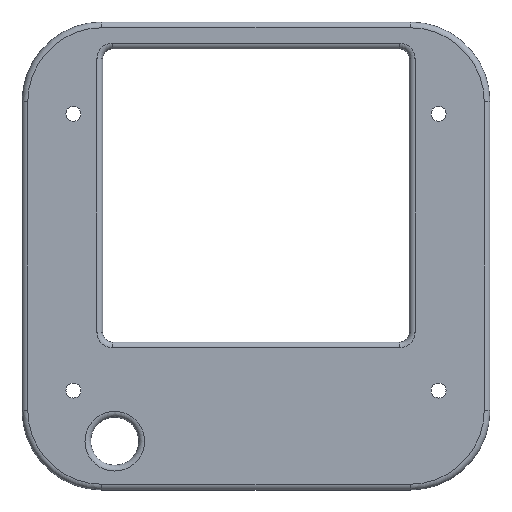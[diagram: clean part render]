
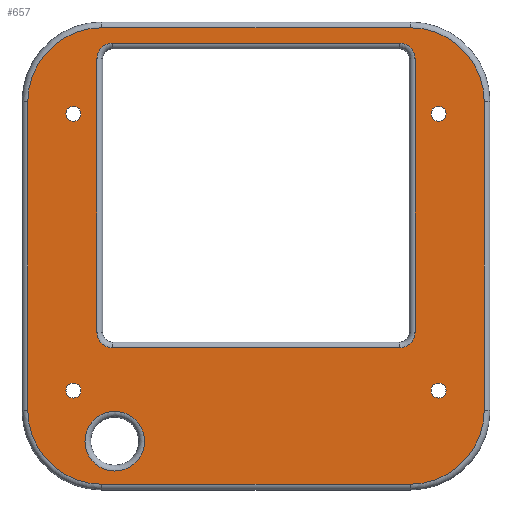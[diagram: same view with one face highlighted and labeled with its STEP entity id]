
A CAD part, top view. The second image highlights one B-rep face of the part: STEP entity #657.
In plain terms, the highlighted planar face has unit normal (0, 0, 1).
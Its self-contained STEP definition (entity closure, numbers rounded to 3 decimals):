
#36=FACE_BOUND('',#190,.T.);
#37=FACE_BOUND('',#191,.T.);
#38=FACE_BOUND('',#192,.T.);
#39=FACE_BOUND('',#193,.T.);
#40=FACE_BOUND('',#194,.T.);
#41=FACE_BOUND('',#195,.T.);
#48=LINE('',#1048,#93);
#49=LINE('',#1052,#94);
#50=LINE('',#1056,#95);
#51=LINE('',#1060,#96);
#52=LINE('',#1064,#97);
#53=LINE('',#1068,#98);
#54=LINE('',#1072,#99);
#55=LINE('',#1076,#100);
#93=VECTOR('',#817,10.);
#94=VECTOR('',#820,10.);
#95=VECTOR('',#823,10.);
#96=VECTOR('',#826,10.);
#97=VECTOR('',#829,10.);
#98=VECTOR('',#832,10.);
#99=VECTOR('',#835,10.);
#100=VECTOR('',#838,10.);
#138=PLANE('',#715);
#149=FACE_OUTER_BOUND('',#189,.T.);
#189=EDGE_LOOP('',(#456,#457,#458,#459,#460,#461,#462,#463));
#190=EDGE_LOOP('',(#464,#465,#466,#467,#468,#469,#470,#471));
#191=EDGE_LOOP('',(#472));
#192=EDGE_LOOP('',(#473));
#193=EDGE_LOOP('',(#474));
#194=EDGE_LOOP('',(#475));
#195=EDGE_LOOP('',(#476));
#240=CIRCLE('',#711,15.5);
#244=CIRCLE('',#716,38.5);
#245=CIRCLE('',#717,38.5);
#246=CIRCLE('',#718,38.5);
#247=CIRCLE('',#719,38.5);
#248=CIRCLE('',#720,8.);
#249=CIRCLE('',#721,8.);
#250=CIRCLE('',#722,8.);
#251=CIRCLE('',#723,8.);
#252=CIRCLE('',#724,3.9);
#253=CIRCLE('',#725,3.9);
#254=CIRCLE('',#726,3.9);
#255=CIRCLE('',#727,3.9);
#293=VERTEX_POINT('',#1038);
#296=VERTEX_POINT('',#1046);
#297=VERTEX_POINT('',#1047);
#298=VERTEX_POINT('',#1049);
#299=VERTEX_POINT('',#1051);
#300=VERTEX_POINT('',#1053);
#301=VERTEX_POINT('',#1055);
#302=VERTEX_POINT('',#1057);
#303=VERTEX_POINT('',#1059);
#304=VERTEX_POINT('',#1062);
#305=VERTEX_POINT('',#1063);
#306=VERTEX_POINT('',#1065);
#307=VERTEX_POINT('',#1067);
#308=VERTEX_POINT('',#1069);
#309=VERTEX_POINT('',#1071);
#310=VERTEX_POINT('',#1073);
#311=VERTEX_POINT('',#1075);
#312=VERTEX_POINT('',#1078);
#313=VERTEX_POINT('',#1080);
#314=VERTEX_POINT('',#1082);
#315=VERTEX_POINT('',#1084);
#353=EDGE_CURVE('',#293,#293,#240,.T.);
#357=EDGE_CURVE('',#296,#297,#48,.T.);
#358=EDGE_CURVE('',#298,#296,#244,.T.);
#359=EDGE_CURVE('',#299,#298,#49,.T.);
#360=EDGE_CURVE('',#300,#299,#245,.T.);
#361=EDGE_CURVE('',#301,#300,#50,.T.);
#362=EDGE_CURVE('',#302,#301,#246,.T.);
#363=EDGE_CURVE('',#303,#302,#51,.T.);
#364=EDGE_CURVE('',#297,#303,#247,.T.);
#365=EDGE_CURVE('',#304,#305,#52,.T.);
#366=EDGE_CURVE('',#306,#304,#248,.T.);
#367=EDGE_CURVE('',#307,#306,#53,.T.);
#368=EDGE_CURVE('',#308,#307,#249,.T.);
#369=EDGE_CURVE('',#309,#308,#54,.T.);
#370=EDGE_CURVE('',#310,#309,#250,.T.);
#371=EDGE_CURVE('',#311,#310,#55,.T.);
#372=EDGE_CURVE('',#305,#311,#251,.T.);
#373=EDGE_CURVE('',#312,#312,#252,.T.);
#374=EDGE_CURVE('',#313,#313,#253,.T.);
#375=EDGE_CURVE('',#314,#314,#254,.T.);
#376=EDGE_CURVE('',#315,#315,#255,.T.);
#456=ORIENTED_EDGE('',*,*,#357,.F.);
#457=ORIENTED_EDGE('',*,*,#358,.F.);
#458=ORIENTED_EDGE('',*,*,#359,.F.);
#459=ORIENTED_EDGE('',*,*,#360,.F.);
#460=ORIENTED_EDGE('',*,*,#361,.F.);
#461=ORIENTED_EDGE('',*,*,#362,.F.);
#462=ORIENTED_EDGE('',*,*,#363,.F.);
#463=ORIENTED_EDGE('',*,*,#364,.F.);
#464=ORIENTED_EDGE('',*,*,#365,.F.);
#465=ORIENTED_EDGE('',*,*,#366,.F.);
#466=ORIENTED_EDGE('',*,*,#367,.F.);
#467=ORIENTED_EDGE('',*,*,#368,.F.);
#468=ORIENTED_EDGE('',*,*,#369,.F.);
#469=ORIENTED_EDGE('',*,*,#370,.F.);
#470=ORIENTED_EDGE('',*,*,#371,.F.);
#471=ORIENTED_EDGE('',*,*,#372,.F.);
#472=ORIENTED_EDGE('',*,*,#373,.T.);
#473=ORIENTED_EDGE('',*,*,#374,.T.);
#474=ORIENTED_EDGE('',*,*,#375,.T.);
#475=ORIENTED_EDGE('',*,*,#376,.T.);
#476=ORIENTED_EDGE('',*,*,#353,.F.);
#657=ADVANCED_FACE('',(#149,#36,#37,#38,#39,#40,#41),#138,.T.);
#711=AXIS2_PLACEMENT_3D('',#1039,#807,#808);
#715=AXIS2_PLACEMENT_3D('',#1045,#815,#816);
#716=AXIS2_PLACEMENT_3D('',#1050,#818,#819);
#717=AXIS2_PLACEMENT_3D('',#1054,#821,#822);
#718=AXIS2_PLACEMENT_3D('',#1058,#824,#825);
#719=AXIS2_PLACEMENT_3D('',#1061,#827,#828);
#720=AXIS2_PLACEMENT_3D('',#1066,#830,#831);
#721=AXIS2_PLACEMENT_3D('',#1070,#833,#834);
#722=AXIS2_PLACEMENT_3D('',#1074,#836,#837);
#723=AXIS2_PLACEMENT_3D('',#1077,#839,#840);
#724=AXIS2_PLACEMENT_3D('',#1079,#841,#842);
#725=AXIS2_PLACEMENT_3D('',#1081,#843,#844);
#726=AXIS2_PLACEMENT_3D('',#1083,#845,#846);
#727=AXIS2_PLACEMENT_3D('',#1085,#847,#848);
#807=DIRECTION('center_axis',(0.,0.,1.));
#808=DIRECTION('ref_axis',(1.,0.,0.));
#815=DIRECTION('center_axis',(0.,0.,1.));
#816=DIRECTION('ref_axis',(1.,0.,0.));
#817=DIRECTION('',(-1.,0.,0.));
#818=DIRECTION('center_axis',(0.,0.,-1.));
#819=DIRECTION('ref_axis',(0.707,-0.707,0.));
#820=DIRECTION('',(0.,-1.,0.));
#821=DIRECTION('center_axis',(0.,0.,-1.));
#822=DIRECTION('ref_axis',(0.707,0.707,0.));
#823=DIRECTION('',(1.,0.,0.));
#824=DIRECTION('center_axis',(0.,0.,-1.));
#825=DIRECTION('ref_axis',(-0.707,0.707,0.));
#826=DIRECTION('',(0.,1.,0.));
#827=DIRECTION('center_axis',(0.,0.,-1.));
#828=DIRECTION('ref_axis',(-0.707,-0.707,0.));
#829=DIRECTION('',(1.,0.,0.));
#830=DIRECTION('center_axis',(0.,0.,1.));
#831=DIRECTION('ref_axis',(-0.707,-0.707,0.));
#832=DIRECTION('',(0.,-1.,0.));
#833=DIRECTION('center_axis',(0.,0.,1.));
#834=DIRECTION('ref_axis',(-0.707,0.707,0.));
#835=DIRECTION('',(-1.,0.,0.));
#836=DIRECTION('center_axis',(0.,0.,1.));
#837=DIRECTION('ref_axis',(0.707,0.707,0.));
#838=DIRECTION('',(0.,1.,0.));
#839=DIRECTION('center_axis',(0.,0.,1.));
#840=DIRECTION('ref_axis',(0.707,-0.707,0.));
#841=DIRECTION('center_axis',(0.,0.,-1.));
#842=DIRECTION('ref_axis',(1.,0.,0.));
#843=DIRECTION('center_axis',(0.,0.,-1.));
#844=DIRECTION('ref_axis',(1.,0.,0.));
#845=DIRECTION('center_axis',(0.,0.,-1.));
#846=DIRECTION('ref_axis',(1.,0.,0.));
#847=DIRECTION('center_axis',(0.,0.,-1.));
#848=DIRECTION('ref_axis',(1.,0.,0.));
#1038=CARTESIAN_POINT('',(-179.75,-218.125,6.));
#1039=CARTESIAN_POINT('Origin',(-195.25,-218.125,6.));
#1045=CARTESIAN_POINT('Origin',(-121.75,-121.75,6.));
#1046=CARTESIAN_POINT('',(-41.5,-240.5,6.));
#1047=CARTESIAN_POINT('',(-202.,-240.5,6.));
#1048=CARTESIAN_POINT('',(-182.625,-240.5,6.));
#1049=CARTESIAN_POINT('',(-3.,-202.,6.));
#1050=CARTESIAN_POINT('Origin',(-41.5,-202.,6.));
#1051=CARTESIAN_POINT('',(-3.,-41.5,6.));
#1052=CARTESIAN_POINT('',(-3.,-182.625,6.));
#1053=CARTESIAN_POINT('',(-41.5,-3.,6.));
#1054=CARTESIAN_POINT('Origin',(-41.5,-41.5,6.));
#1055=CARTESIAN_POINT('',(-202.,-3.,6.));
#1056=CARTESIAN_POINT('',(-60.875,-3.,6.));
#1057=CARTESIAN_POINT('',(-240.5,-41.5,6.));
#1058=CARTESIAN_POINT('Origin',(-202.,-41.5,6.));
#1059=CARTESIAN_POINT('',(-240.5,-202.,6.));
#1060=CARTESIAN_POINT('',(-240.5,-60.875,6.));
#1061=CARTESIAN_POINT('Origin',(-202.,-202.,6.));
#1062=CARTESIAN_POINT('',(-196.5,-169.5,6.));
#1063=CARTESIAN_POINT('',(-47.,-169.5,6.));
#1064=CARTESIAN_POINT('',(-84.375,-169.5,6.));
#1065=CARTESIAN_POINT('',(-204.5,-161.5,6.));
#1066=CARTESIAN_POINT('Origin',(-196.5,-161.5,6.));
#1067=CARTESIAN_POINT('',(-204.5,-19.,6.));
#1068=CARTESIAN_POINT('',(-204.5,-141.625,6.));
#1069=CARTESIAN_POINT('',(-196.5,-11.,6.));
#1070=CARTESIAN_POINT('Origin',(-196.5,-19.,6.));
#1071=CARTESIAN_POINT('',(-47.,-11.,6.));
#1072=CARTESIAN_POINT('',(-159.125,-11.,6.));
#1073=CARTESIAN_POINT('',(-39.,-19.,6.));
#1074=CARTESIAN_POINT('Origin',(-47.,-19.,6.));
#1075=CARTESIAN_POINT('',(-39.,-161.5,6.));
#1076=CARTESIAN_POINT('',(-39.,-70.375,6.));
#1077=CARTESIAN_POINT('Origin',(-47.,-161.5,6.));
#1078=CARTESIAN_POINT('',(-30.65,-191.75,6.));
#1079=CARTESIAN_POINT('Origin',(-26.75,-191.75,6.));
#1080=CARTESIAN_POINT('',(-30.65,-47.75,6.));
#1081=CARTESIAN_POINT('Origin',(-26.75,-47.75,6.));
#1082=CARTESIAN_POINT('',(-220.65,-47.75,6.));
#1083=CARTESIAN_POINT('Origin',(-216.75,-47.75,6.));
#1084=CARTESIAN_POINT('',(-220.65,-191.75,6.));
#1085=CARTESIAN_POINT('Origin',(-216.75,-191.75,6.));
